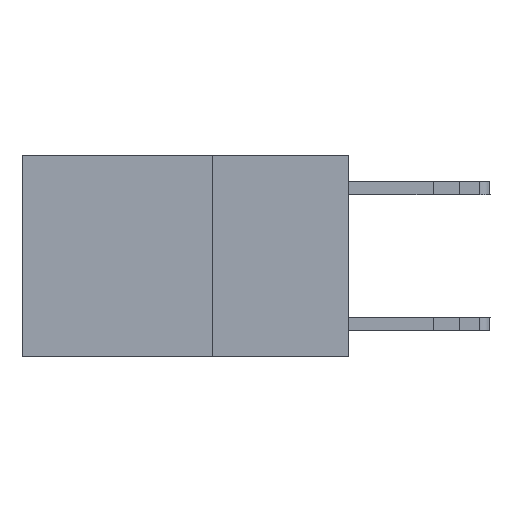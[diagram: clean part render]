
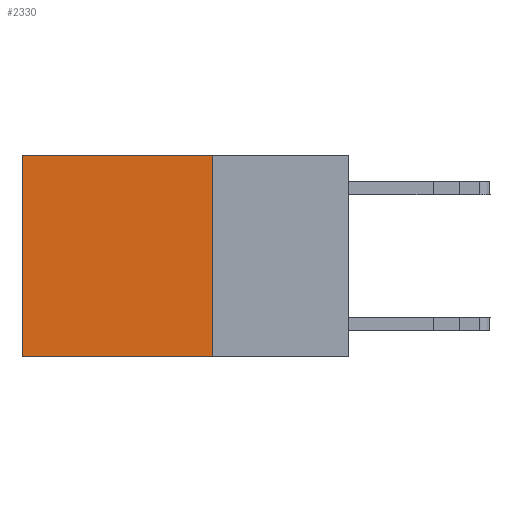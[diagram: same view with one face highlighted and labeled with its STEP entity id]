
A CAD part, left-side view. The second image highlights one B-rep face of the part: STEP entity #2330.
In plain terms, the highlighted planar face has unit normal (-1, 0, 0).
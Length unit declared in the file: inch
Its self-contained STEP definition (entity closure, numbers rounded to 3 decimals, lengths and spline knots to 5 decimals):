
#303 = LINE ( 'NONE', #5463, #10941 ) ;
#583 = DIRECTION ( 'NONE',  ( 0., 0., -1. ) ) ;
#2035 = LINE ( 'NONE', #6956, #21051 ) ;
#2330 = ADVANCED_FACE ( 'NONE', ( #20406 ), #20509, .F. ) ;
#2387 = CARTESIAN_POINT ( 'NONE',  ( 0.2625, 0.6, -0.37 ) ) ;
#2464 = EDGE_LOOP ( 'NONE', ( #8483, #14983, #11951, #7811 ) ) ;
#2552 = LINE ( 'NONE', #20558, #17261 ) ;
#2934 = DIRECTION ( 'NONE',  ( 0., 0., -1. ) ) ;
#3945 = CARTESIAN_POINT ( 'NONE',  ( 0.2625, 0.25, 0. ) ) ;
#5006 = EDGE_CURVE ( 'NONE', #6172, #12561, #7950, .T. ) ;
#5463 = CARTESIAN_POINT ( 'NONE',  ( 0.2625, 0.25, 0. ) ) ;
#6172 = VERTEX_POINT ( 'NONE', #17648 ) ;
#6368 = VERTEX_POINT ( 'NONE', #21138 ) ;
#6654 = AXIS2_PLACEMENT_3D ( 'NONE', #3945, #12100, #20615 ) ;
#6956 = CARTESIAN_POINT ( 'NONE',  ( 0.2625, 0.25, -0.37 ) ) ;
#7811 = ORIENTED_EDGE ( 'NONE', *, *, #11072, .T. ) ;
#7950 = LINE ( 'NONE', #17875, #17637 ) ;
#8356 = EDGE_CURVE ( 'NONE', #6368, #20438, #2552, .T. ) ;
#8483 = ORIENTED_EDGE ( 'NONE', *, *, #5006, .T. ) ;
#8689 = DIRECTION ( 'NONE',  ( 0., 1., 0. ) ) ;
#10941 = VECTOR ( 'NONE', #12725, 39.37008 ) ;
#11072 = EDGE_CURVE ( 'NONE', #6368, #6172, #303, .T. ) ;
#11506 = EDGE_CURVE ( 'NONE', #20438, #12561, #2035, .T. ) ;
#11951 = ORIENTED_EDGE ( 'NONE', *, *, #8356, .F. ) ;
#12100 = DIRECTION ( 'NONE',  ( 1., 0., 0. ) ) ;
#12561 = VERTEX_POINT ( 'NONE', #2387 ) ;
#12725 = DIRECTION ( 'NONE',  ( 0., 1., 0. ) ) ;
#14983 = ORIENTED_EDGE ( 'NONE', *, *, #11506, .F. ) ;
#15717 = CARTESIAN_POINT ( 'NONE',  ( 0.2625, 0.25, -0.37 ) ) ;
#17261 = VECTOR ( 'NONE', #583, 39.37008 ) ;
#17637 = VECTOR ( 'NONE', #2934, 39.37008 ) ;
#17648 = CARTESIAN_POINT ( 'NONE',  ( 0.2625, 0.6, 0. ) ) ;
#17875 = CARTESIAN_POINT ( 'NONE',  ( 0.2625, 0.6, 0. ) ) ;
#20406 = FACE_OUTER_BOUND ( 'NONE', #2464, .T. ) ;
#20438 = VERTEX_POINT ( 'NONE', #15717 ) ;
#20509 = PLANE ( 'NONE',  #6654 ) ;
#20558 = CARTESIAN_POINT ( 'NONE',  ( 0.2625, 0.25, 0. ) ) ;
#20615 = DIRECTION ( 'NONE',  ( 0., 0., -1. ) ) ;
#21051 = VECTOR ( 'NONE', #8689, 39.37008 ) ;
#21138 = CARTESIAN_POINT ( 'NONE',  ( 0.2625, 0.25, 0. ) ) ;
